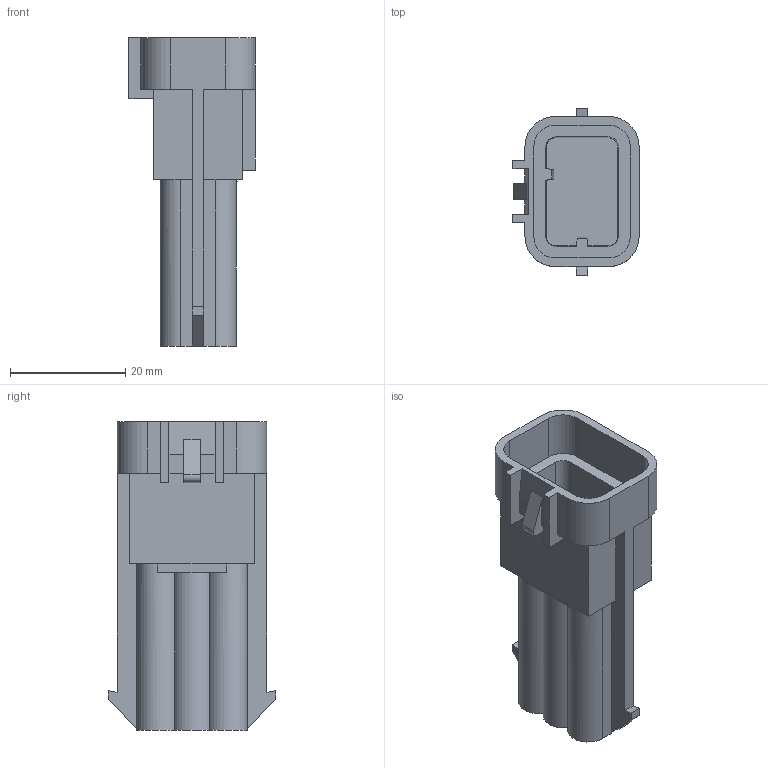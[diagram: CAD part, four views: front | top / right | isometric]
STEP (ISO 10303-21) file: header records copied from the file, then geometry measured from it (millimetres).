
FILE_DESCRIPTION(/* description */ (''),/* implementation_level */ '2;1');
FILE_NAME(/* name */ '12185126-ENV10_03-CONN.stp',/* time_stamp */ '2024-01-26T17:00:07+08:00',/* author */ (''),/* organization */ (''),/* preprocessor_version */ 'ST-DEVELOPER v16',/* originating_system */ 'SIEMENS PLM Software NX 11.0',/* authorisation */ '');
FILE_SCHEMA (('AUTOMOTIVE_DESIGN { 1 0 10303 214 3 1 1 1 }'));
Length unit declared in the file: millimetre
Products named in the file (1): 12185126-ENV10_03-CONN
Bounding box: 21.9 x 29 x 53.6 mm (x, y, z)
Volume: 10565.8 mm3; surface area: 7084.6 mm2
Topology: 1 solids, 1 shells, 120 faces, 334 edges, 218 vertices
Faces by surface type: plane 101, cylinder 15, bspline 4
Entity records: 4294 total; most frequent: CARTESIAN_POINT 1217, ORIENTED_EDGE 668, DIRECTION 588, EDGE_CURVE 334, LINE 282, VECTOR 282, VERTEX_POINT 218, AXIS2_PLACEMENT_3D 153
